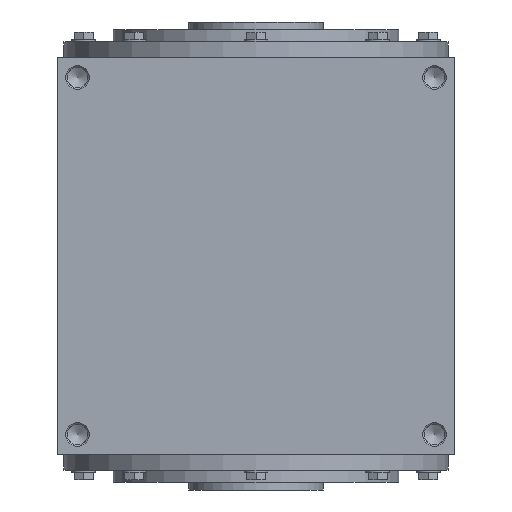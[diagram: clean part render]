
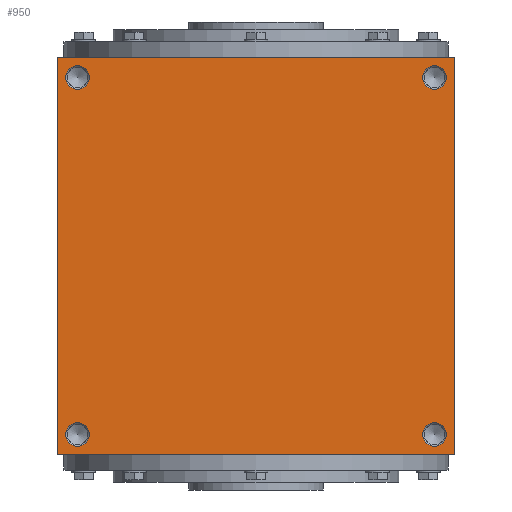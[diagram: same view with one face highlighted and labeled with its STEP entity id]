
A CAD part, left-side view. The second image highlights one B-rep face of the part: STEP entity #950.
In plain terms, the highlighted face is planar.
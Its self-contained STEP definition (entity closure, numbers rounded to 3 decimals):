
#950 = ADVANCED_FACE( '', ( #1873, #1874, #1875, #1876, #1877 ), #1878, .F. );
#1873 = FACE_BOUND( '', #2744, .T. );
#1874 = FACE_BOUND( '', #2745, .T. );
#1875 = FACE_BOUND( '', #2746, .T. );
#1876 = FACE_BOUND( '', #2747, .T. );
#1877 = FACE_OUTER_BOUND( '', #2748, .T. );
#1878 = PLANE( '', #2749 );
#2744 = EDGE_LOOP( '', ( #4569 ) );
#2745 = EDGE_LOOP( '', ( #4570 ) );
#2746 = EDGE_LOOP( '', ( #4571 ) );
#2747 = EDGE_LOOP( '', ( #4572 ) );
#2748 = EDGE_LOOP( '', ( #4573, #4574, #4575, #4576 ) );
#2749 = AXIS2_PLACEMENT_3D( '', #4577, #4578, #4579 );
#4569 = ORIENTED_EDGE( '', *, *, #5384, .F. );
#4570 = ORIENTED_EDGE( '', *, *, #5503, .T. );
#4571 = ORIENTED_EDGE( '', *, *, #5141, .F. );
#4572 = ORIENTED_EDGE( '', *, *, #5504, .T. );
#4573 = ORIENTED_EDGE( '', *, *, #5314, .F. );
#4574 = ORIENTED_EDGE( '', *, *, #5505, .F. );
#4575 = ORIENTED_EDGE( '', *, *, #4859, .F. );
#4576 = ORIENTED_EDGE( '', *, *, #5506, .F. );
#4577 = CARTESIAN_POINT( '', ( 0., 0., -250. ) );
#4578 = DIRECTION( '', ( 0., 0., 1. ) );
#4579 = DIRECTION( '', ( 1., 0., 0. ) );
#4859 = EDGE_CURVE( '', #5675, #5676, #5677, .T. );
#5141 = EDGE_CURVE( '', #6128, #6128, #6129, .T. );
#5314 = EDGE_CURVE( '', #6372, #6373, #6374, .T. );
#5384 = EDGE_CURVE( '', #6461, #6461, #6462, .T. );
#5503 = EDGE_CURVE( '', #6591, #6591, #6592, .T. );
#5504 = EDGE_CURVE( '', #6593, #6593, #6594, .T. );
#5505 = EDGE_CURVE( '', #5676, #6372, #6595, .T. );
#5506 = EDGE_CURVE( '', #6373, #5675, #6596, .T. );
#5675 = VERTEX_POINT( '', #6789 );
#5676 = VERTEX_POINT( '', #6790 );
#5677 = LINE( '', #6791, #6792 );
#6128 = VERTEX_POINT( '', #7375 );
#6129 = CIRCLE( '', #7376, 15. );
#6372 = VERTEX_POINT( '', #7682 );
#6373 = VERTEX_POINT( '', #7683 );
#6374 = LINE( '', #7684, #7685 );
#6461 = VERTEX_POINT( '', #7844 );
#6462 = CIRCLE( '', #7845, 15. );
#6591 = VERTEX_POINT( '', #8043 );
#6592 = CIRCLE( '', #8044, 15. );
#6593 = VERTEX_POINT( '', #8045 );
#6594 = CIRCLE( '', #8046, 15. );
#6595 = LINE( '', #8047, #8048 );
#6596 = LINE( '', #8049, #8050 );
#6789 = CARTESIAN_POINT( '', ( 250., -250., -250. ) );
#6790 = CARTESIAN_POINT( '', ( 250., 250., -250. ) );
#6791 = CARTESIAN_POINT( '', ( 250., -250., -250. ) );
#6792 = VECTOR( '', #8224, 1000. );
#7375 = CARTESIAN_POINT( '', ( -240., -225., -250. ) );
#7376 = AXIS2_PLACEMENT_3D( '', #8665, #8666, #8667 );
#7682 = CARTESIAN_POINT( '', ( -250., 250., -250. ) );
#7683 = CARTESIAN_POINT( '', ( -250., -250., -250. ) );
#7684 = CARTESIAN_POINT( '', ( -250., 250., -250. ) );
#7685 = VECTOR( '', #8922, 1000. );
#7844 = CARTESIAN_POINT( '', ( -240., 225., -250. ) );
#7845 = AXIS2_PLACEMENT_3D( '', #9009, #9010, #9011 );
#8043 = CARTESIAN_POINT( '', ( 240., 225., -250. ) );
#8044 = AXIS2_PLACEMENT_3D( '', #9114, #9115, #9116 );
#8045 = CARTESIAN_POINT( '', ( 240., -225., -250. ) );
#8046 = AXIS2_PLACEMENT_3D( '', #9117, #9118, #9119 );
#8047 = CARTESIAN_POINT( '', ( 250., 250., -250. ) );
#8048 = VECTOR( '', #9120, 1000. );
#8049 = CARTESIAN_POINT( '', ( -250., -250., -250. ) );
#8050 = VECTOR( '', #9121, 1000. );
#8224 = DIRECTION( '', ( 0., 1., 0. ) );
#8665 = CARTESIAN_POINT( '', ( -225., -225., -250. ) );
#8666 = DIRECTION( '', ( 0., 0., -1. ) );
#8667 = DIRECTION( '', ( -1., 0., 0. ) );
#8922 = DIRECTION( '', ( 0., -1., 0. ) );
#9009 = CARTESIAN_POINT( '', ( -225., 225., -250. ) );
#9010 = DIRECTION( '', ( 0., 0., -1. ) );
#9011 = DIRECTION( '', ( -1., 0., 0. ) );
#9114 = CARTESIAN_POINT( '', ( 225., 225., -250. ) );
#9115 = DIRECTION( '', ( 0., 0., 1. ) );
#9116 = DIRECTION( '', ( 1., 0., 0. ) );
#9117 = CARTESIAN_POINT( '', ( 225., -225., -250. ) );
#9118 = DIRECTION( '', ( 0., 0., 1. ) );
#9119 = DIRECTION( '', ( 1., 0., 0. ) );
#9120 = DIRECTION( '', ( -1., 0., 0. ) );
#9121 = DIRECTION( '', ( 1., 0., 0. ) );
